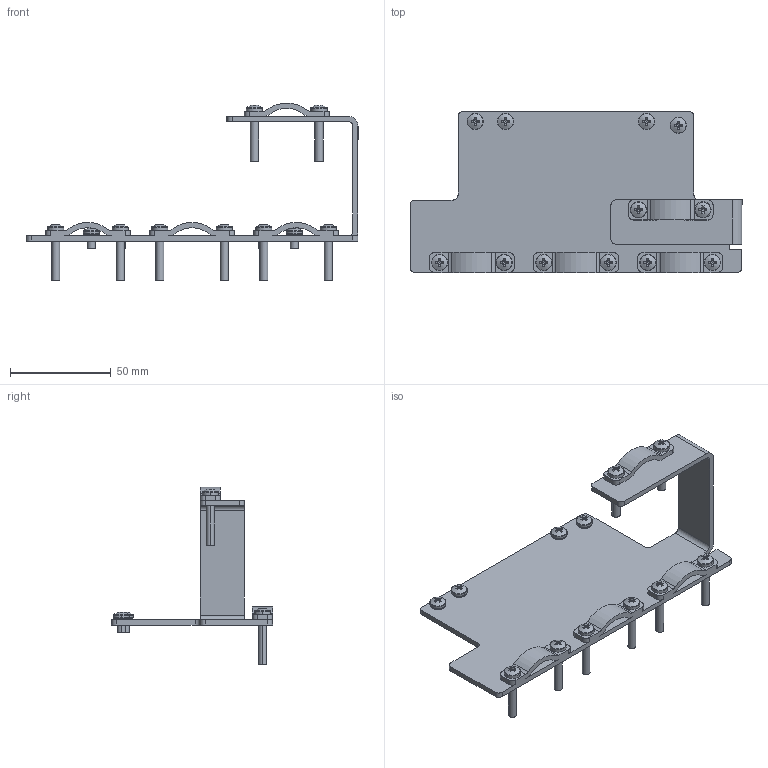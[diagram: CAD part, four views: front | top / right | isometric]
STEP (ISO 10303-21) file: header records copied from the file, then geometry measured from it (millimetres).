
FILE_DESCRIPTION (( 'STEP AP214' ), '1' );
FILE_NAME ('ZBC_100061244482 nc cmb1.STEP', '2021-01-13T23:38:40', ( '' ), ( '' ), 'SwSTEP 2.0', 'SolidWorks 2017', '' );
FILE_SCHEMA (( 'AUTOMOTIVE_DESIGN' ));
Length unit declared in the file: inch
Products named in the file (1): ZBC_100061244482 nc cmb1
Bounding box: 164.7 x 80 x 88.25 mm (x, y, z)
Volume: 43510.4 mm3; surface area: 36514.7 mm2
Topology: 1 solids, 10 shells, 628 faces, 1581 edges, 982 vertices
Faces by surface type: plane 283, cylinder 174, bspline 92, cone 79
Entity records: 21921 total; most frequent: CARTESIAN_POINT 6944, ORIENTED_EDGE 3114, DIRECTION 3041, EDGE_CURVE 1557, AXIS2_PLACEMENT_3D 1223, VERTEX_POINT 982, EDGE_LOOP 695, CIRCLE 686
